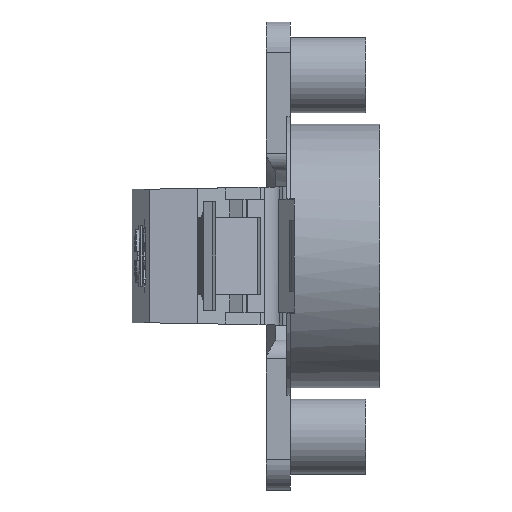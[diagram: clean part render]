
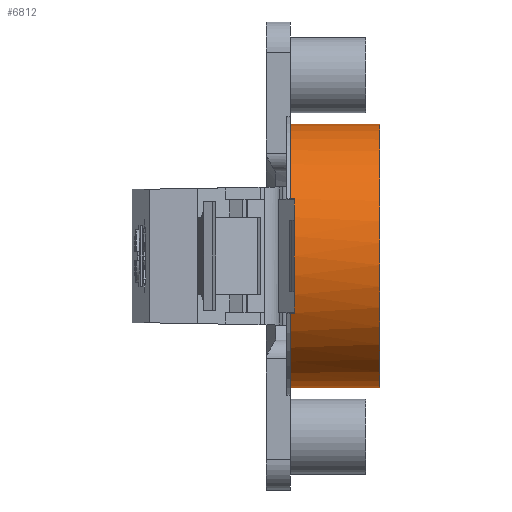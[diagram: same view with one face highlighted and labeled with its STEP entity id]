
A CAD part, left-side view. The second image highlights one B-rep face of the part: STEP entity #6812.
In plain terms, the highlighted cylindrical face has radius 17.5 mm (diameter 35 mm), a partial arc.
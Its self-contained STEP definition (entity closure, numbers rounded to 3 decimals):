
#906=CARTESIAN_POINT('',(23.498,-2.127,0.));
#907=DIRECTION('',(0.,-1.,0.));
#908=DIRECTION('',(0.908,0.,0.418));
#909=AXIS2_PLACEMENT_3D('',#906,#907,#908);
#914=CARTESIAN_POINT('',(23.498,-2.127,0.));
#915=DIRECTION('',(0.,-1.,0.));
#916=DIRECTION('',(0.,0.,1.));
#917=AXIS2_PLACEMENT_3D('',#914,#915,#916);
#991=CARTESIAN_POINT('',(23.498,-2.127,0.));
#992=DIRECTION('',(0.,-1.,0.));
#993=DIRECTION('',(-0.901,0.,-0.433));
#994=AXIS2_PLACEMENT_3D('',#991,#992,#993);
#999=CARTESIAN_POINT('',(23.498,-2.127,0.));
#1000=DIRECTION('',(0.,-1.,0.));
#1001=DIRECTION('',(0.,0.,-1.));
#1002=AXIS2_PLACEMENT_3D('',#999,#1000,#1001);
#1046=CARTESIAN_POINT('',(23.498,-14.027,0.));
#1047=DIRECTION('',(0.,1.,0.));
#1048=DIRECTION('',(0.908,0.,-0.418));
#1049=AXIS2_PLACEMENT_3D('',#1046,#1047,#1048);
#1054=CARTESIAN_POINT('',(23.498,-14.027,0.));
#1055=DIRECTION('',(0.,1.,0.));
#1056=DIRECTION('',(0.,0.,-1.));
#1057=AXIS2_PLACEMENT_3D('',#1054,#1055,#1056);
#1062=CARTESIAN_POINT('',(23.498,-14.027,0.));
#1063=DIRECTION('',(0.,1.,0.));
#1064=DIRECTION('',(-0.908,0.,0.418));
#1065=AXIS2_PLACEMENT_3D('',#1062,#1063,#1064);
#1070=CARTESIAN_POINT('',(23.498,-14.027,0.));
#1071=DIRECTION('',(0.,1.,0.));
#1072=DIRECTION('',(0.,0.,1.));
#1073=AXIS2_PLACEMENT_3D('',#1070,#1071,#1072);
#1078=DIRECTION('',(0.,-1.,0.));
#1079=VECTOR('',#1078,11.9);
#1080=CARTESIAN_POINT('',(39.393,-2.127,7.321));
#1081=LINE('',#1080,#1079);
#1085=DIRECTION('',(0.,1.,0.));
#1086=VECTOR('',#1085,11.9);
#1087=CARTESIAN_POINT('',(39.393,-14.027,
-7.321));
#1088=LINE('',#1087,#1086);
#1092=DIRECTION('',(0.,-1.,0.));
#1093=VECTOR('',#1092,0.55);
#1094=CARTESIAN_POINT('',(7.722,-2.127,
-7.575));
#1095=LINE('',#1094,#1093);
#1099=DIRECTION('',(0.,1.,0.));
#1100=VECTOR('',#1099,0.55);
#1101=CARTESIAN_POINT('',(7.722,-2.677,7.575));
#1102=LINE('',#1101,#1100);
#1389=CARTESIAN_POINT('',(23.498,-2.677,0.));
#1390=DIRECTION('',(0.,-1.,0.));
#1391=DIRECTION('',(-0.901,0.,0.433));
#1392=AXIS2_PLACEMENT_3D('',#1389,#1390,#1391);
#5946=CARTESIAN_POINT('',(7.722,-2.127,7.575));
#5947=VERTEX_POINT('',#5946);
#5948=CARTESIAN_POINT('',(7.722,-2.677,7.575));
#5949=VERTEX_POINT('',#5948);
#5968=CARTESIAN_POINT('',(7.722,-2.127,
-7.575));
#5969=CARTESIAN_POINT('',(7.722,-2.677,
-7.575));
#5970=VERTEX_POINT('',#5968);
#5971=VERTEX_POINT('',#5969);
#5988=CARTESIAN_POINT('',(23.498,-2.127,17.5));
#5989=VERTEX_POINT('',#5988);
#5990=CARTESIAN_POINT('',(39.393,-2.127,7.321));
#5991=VERTEX_POINT('',#5990);
#5992=CARTESIAN_POINT('',(39.393,-14.027,7.321));
#5993=VERTEX_POINT('',#5992);
#5994=CARTESIAN_POINT('',(39.393,-14.027,
-7.321));
#5995=CARTESIAN_POINT('',(23.498,-14.027,-17.5));
#5996=VERTEX_POINT('',#5994);
#5997=VERTEX_POINT('',#5995);
#5998=CARTESIAN_POINT('',(7.603,-14.027,7.321));
#5999=VERTEX_POINT('',#5998);
#6000=CARTESIAN_POINT('',(23.498,-14.027,17.5));
#6001=VERTEX_POINT('',#6000);
#6002=CARTESIAN_POINT('',(39.393,-2.127,
-7.321));
#6003=VERTEX_POINT('',#6002);
#6004=CARTESIAN_POINT('',(23.498,-2.127,-17.5));
#6005=VERTEX_POINT('',#6004);
#6789=CARTESIAN_POINT('',(23.498,-2.127,0.));
#6790=DIRECTION('',(0.,-1.,0.));
#6791=DIRECTION('',(0.,0.,1.));
#6792=AXIS2_PLACEMENT_3D('',#6789,#6790,#6791);
#6793=CYLINDRICAL_SURFACE('',#6792,17.5);
#6794=ORIENTED_EDGE('',*,*,#6720,.F.);
#6795=ORIENTED_EDGE('',*,*,#6718,.F.);
#6796=ORIENTED_EDGE('',*,*,#6764,.T.);
#6797=ORIENTED_EDGE('',*,*,#6784,.F.);
#6798=ORIENTED_EDGE('',*,*,#6782,.F.);
#6799=ORIENTED_EDGE('',*,*,#6780,.F.);
#6800=ORIENTED_EDGE('',*,*,#6778,.F.);
#6801=ORIENTED_EDGE('',*,*,#6767,.T.);
#6802=ORIENTED_EDGE('',*,*,#6740,.F.);
#6803=ORIENTED_EDGE('',*,*,#6738,.F.);
#6805=ORIENTED_EDGE('',*,*,#6804,.T.);
#6807=ORIENTED_EDGE('',*,*,#6806,.F.);
#6809=ORIENTED_EDGE('',*,*,#6808,.T.);
#6810=EDGE_LOOP('',(#6794,#6795,#6796,#6797,#6798,#6799,#6800,#6801,#6802,#6803,
#6805,#6807,#6809));
#6811=FACE_OUTER_BOUND('',#6810,.F.);
#910=CIRCLE('',#909,17.5);
#918=CIRCLE('',#917,17.5);
#995=CIRCLE('',#994,17.5);
#1003=CIRCLE('',#1002,17.5);
#1050=CIRCLE('',#1049,17.5);
#1058=CIRCLE('',#1057,17.5);
#1066=CIRCLE('',#1065,17.5);
#1074=CIRCLE('',#1073,17.5);
#1393=CIRCLE('',#1392,17.5);
#6718=EDGE_CURVE('',#5991,#5989,#910,.T.);
#6720=EDGE_CURVE('',#5989,#5947,#918,.T.);
#6738=EDGE_CURVE('',#5970,#6005,#995,.T.);
#6740=EDGE_CURVE('',#6005,#6003,#1003,.T.);
#6764=EDGE_CURVE('',#5991,#5993,#1081,.T.);
#6767=EDGE_CURVE('',#5996,#6003,#1088,.T.);
#6778=EDGE_CURVE('',#5996,#5997,#1050,.T.);
#6780=EDGE_CURVE('',#5997,#5999,#1058,.T.);
#6782=EDGE_CURVE('',#5999,#6001,#1066,.T.);
#6784=EDGE_CURVE('',#6001,#5993,#1074,.T.);
#6804=EDGE_CURVE('',#5970,#5971,#1095,.T.);
#6806=EDGE_CURVE('',#5949,#5971,#1393,.T.);
#6808=EDGE_CURVE('',#5949,#5947,#1102,.T.);
#6812=ADVANCED_FACE('',(#6811),#6793,.T.);
